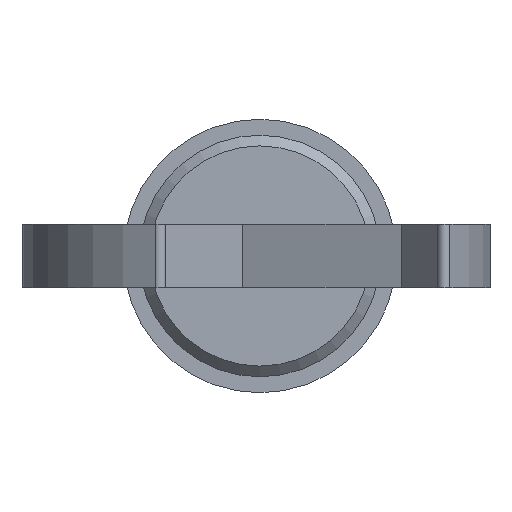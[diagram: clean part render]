
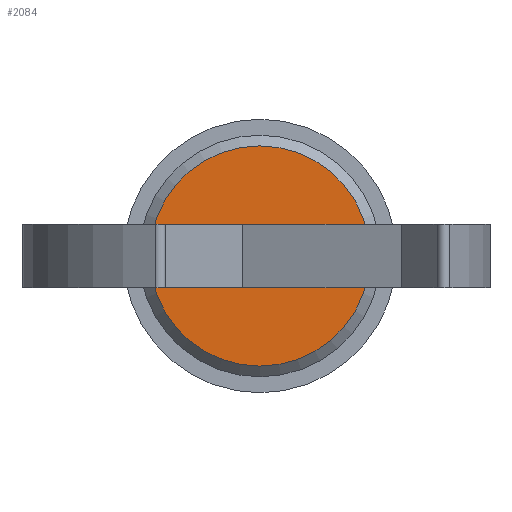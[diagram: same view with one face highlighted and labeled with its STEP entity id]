
A CAD part, left-side view. The second image highlights one B-rep face of the part: STEP entity #2084.
In plain terms, the highlighted planar face has unit normal (-1, 0, 0).
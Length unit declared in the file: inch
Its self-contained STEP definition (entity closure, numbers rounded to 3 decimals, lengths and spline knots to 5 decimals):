
#283 = FACE_OUTER_BOUND ( 'NONE', #4081, .T. ) ;
#352 = DIRECTION ( 'NONE',  ( 0., 0., 1. ) ) ;
#538 = VERTEX_POINT ( 'NONE', #3175 ) ;
#647 = LINE ( 'NONE', #1606, #2658 ) ;
#669 = CARTESIAN_POINT ( 'NONE',  ( 0., 0.2229, -0.09 ) ) ;
#746 = DIRECTION ( 'NONE',  ( -1., 0., 0. ) ) ;
#853 = CARTESIAN_POINT ( 'NONE',  ( 0., -0.92252, -0.09 ) ) ;
#872 = VERTEX_POINT ( 'NONE', #669 ) ;
#974 = DIRECTION ( 'NONE',  ( 0., 1., 0. ) ) ;
#981 = DIRECTION ( 'NONE',  ( 0., 1., 0. ) ) ;
#997 = CARTESIAN_POINT ( 'NONE',  ( 0., 0., 0. ) ) ;
#1019 = FACE_BOUND ( 'NONE', #3580, .T. ) ;
#1040 = CARTESIAN_POINT ( 'NONE',  ( 0., 0.2229, 0.09 ) ) ;
#1330 = DIRECTION ( 'NONE',  ( 1., 0., 0. ) ) ;
#1359 = CARTESIAN_POINT ( 'NONE',  ( 0., -0.22273, -0.09 ) ) ;
#1373 = CIRCLE ( 'NONE', #2737, 0.31 ) ;
#1408 = EDGE_CURVE ( 'NONE', #1674, #872, #4255, .T. ) ;
#1447 = EDGE_CURVE ( 'NONE', #3716, #538, #2705, .T. ) ;
#1476 = ORIENTED_EDGE ( 'NONE', *, *, #2804, .T. ) ;
#1580 = ORIENTED_EDGE ( 'NONE', *, *, #1761, .T. ) ;
#1606 = CARTESIAN_POINT ( 'NONE',  ( 0., -0.22273, 0.09 ) ) ;
#1633 = VECTOR ( 'NONE', #352, 39.37008 ) ;
#1668 = LINE ( 'NONE', #1040, #1633 ) ;
#1674 = VERTEX_POINT ( 'NONE', #1359 ) ;
#1761 = EDGE_CURVE ( 'NONE', #3716, #1674, #647, .T. ) ;
#1936 = ORIENTED_EDGE ( 'NONE', *, *, #1408, .T. ) ;
#1985 = AXIS2_PLACEMENT_3D ( 'NONE', #997, #1330, #974 ) ;
#2029 = CARTESIAN_POINT ( 'NONE',  ( 0., -0.92252, 0.09 ) ) ;
#2084 = ADVANCED_FACE ( 'NONE', ( #1019, #283 ), #3711, .F. ) ;
#2134 = CARTESIAN_POINT ( 'NONE',  ( 0., 0., -0.31 ) ) ;
#2356 = CARTESIAN_POINT ( 'NONE',  ( 0., -0.22273, 0.09 ) ) ;
#2476 = EDGE_CURVE ( 'NONE', #872, #538, #1668, .T. ) ;
#2658 = VECTOR ( 'NONE', #4340, 39.37008 ) ;
#2705 = LINE ( 'NONE', #2029, #3807 ) ;
#2737 = AXIS2_PLACEMENT_3D ( 'NONE', #3822, #746, #3483 ) ;
#2804 = EDGE_CURVE ( 'NONE', #3853, #3853, #1373, .T. ) ;
#2845 = ORIENTED_EDGE ( 'NONE', *, *, #1447, .F. ) ;
#2870 = VECTOR ( 'NONE', #3587, 39.37008 ) ;
#3175 = CARTESIAN_POINT ( 'NONE',  ( 0., 0.2229, 0.09 ) ) ;
#3363 = ORIENTED_EDGE ( 'NONE', *, *, #2476, .T. ) ;
#3483 = DIRECTION ( 'NONE',  ( 0., 0., -1. ) ) ;
#3580 = EDGE_LOOP ( 'NONE', ( #2845, #1580, #1936, #3363 ) ) ;
#3587 = DIRECTION ( 'NONE',  ( 0., 1., 0. ) ) ;
#3711 = PLANE ( 'NONE',  #1985 ) ;
#3716 = VERTEX_POINT ( 'NONE', #2356 ) ;
#3807 = VECTOR ( 'NONE', #981, 39.37008 ) ;
#3822 = CARTESIAN_POINT ( 'NONE',  ( 0., 0., 0. ) ) ;
#3853 = VERTEX_POINT ( 'NONE', #2134 ) ;
#4081 = EDGE_LOOP ( 'NONE', ( #1476 ) ) ;
#4255 = LINE ( 'NONE', #853, #2870 ) ;
#4340 = DIRECTION ( 'NONE',  ( 0., 0., -1. ) ) ;
